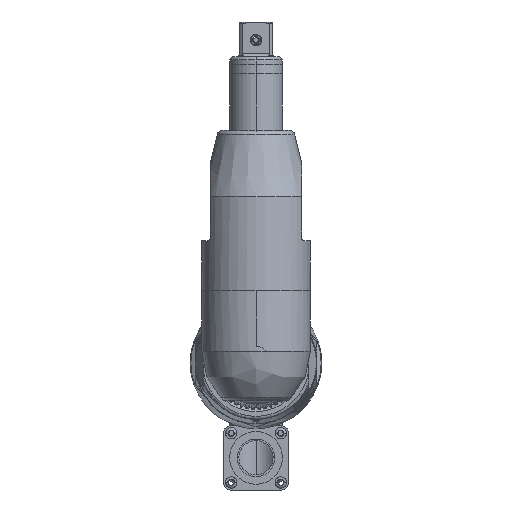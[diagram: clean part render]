
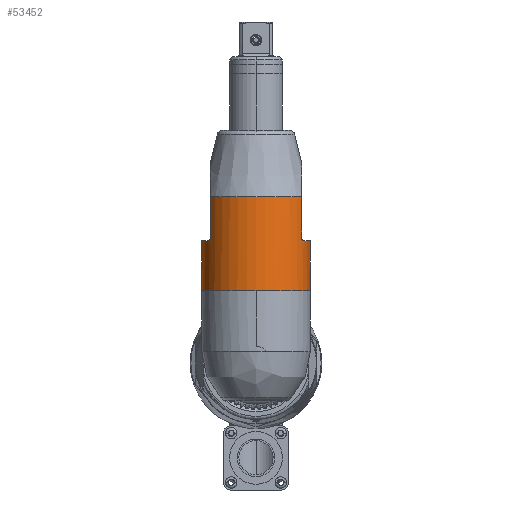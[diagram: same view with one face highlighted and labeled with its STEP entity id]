
A CAD part, left-side view. The second image highlights one B-rep face of the part: STEP entity #53452.
In plain terms, the highlighted cylindrical face has radius 26.162 mm (diameter 52.324 mm), a partial arc.
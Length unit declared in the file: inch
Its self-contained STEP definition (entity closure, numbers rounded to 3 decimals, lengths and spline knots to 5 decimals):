
#53112=DIRECTION('',(0.,0.,1.));
#53113=VECTOR('',#53112,0.801);
#53114=CARTESIAN_POINT('',(-16.68185,-0.8675,2.3505));
#53115=LINE('',#53114,#53113);
#53116=CARTESIAN_POINT('',(-16.68185,-0.8675,3.1515));
#53171=CARTESIAN_POINT('',(-16.68185,0.8775,3.1515));
#53173=DIRECTION('',(0.,0.,1.));
#53174=VECTOR('',#53173,0.801);
#53175=CARTESIAN_POINT('',(-16.68185,0.8775,2.3505));
#53176=LINE('',#53175,#53174);
#53185=DIRECTION('',(0.,0.,-1.));
#53186=VECTOR('',#53185,0.947);
#53187=CARTESIAN_POINT('',(-16.13445,-1.025,2.3205));
#53188=LINE('',#53187,#53186);
#53189=CARTESIAN_POINT('',(-16.13445,0.005,1.3735));
#53190=DIRECTION('',(0.,0.,-1.));
#53191=DIRECTION('',(0.,-1.,0.));
#53192=AXIS2_PLACEMENT_3D('',#53189,#53190,#53191);
#53194=DIRECTION('',(0.,0.,-1.));
#53195=VECTOR('',#53194,0.947);
#53196=CARTESIAN_POINT('',(-16.13445,1.035,2.3205));
#53197=LINE('',#53196,#53195);
#53198=CARTESIAN_POINT('',(-16.63083,0.9075,2.3205));
#53199=CARTESIAN_POINT('',(-16.63494,0.90524,2.3205));
#53200=CARTESIAN_POINT('',(-16.64273,0.90088,
2.321));
#53201=CARTESIAN_POINT('',(-16.65323,0.89484,
2.32306));
#53202=CARTESIAN_POINT('',(-16.6623,0.88948,
2.32626));
#53203=CARTESIAN_POINT('',(-16.66981,0.88495,
2.33038));
#53204=CARTESIAN_POINT('',(-16.67614,0.88106,
2.33578));
#53205=CARTESIAN_POINT('',(-16.68055,0.87831,
2.34234));
#53206=CARTESIAN_POINT('',(-16.68185,0.8775,2.34763));
#53207=CARTESIAN_POINT('',(-16.68185,0.8775,2.3505));
#53209=CARTESIAN_POINT('',(-16.13445,0.005,3.1515));
#53210=DIRECTION('',(0.,0.,-1.));
#53211=DIRECTION('',(-0.531,-0.847,0.));
#53212=AXIS2_PLACEMENT_3D('',#53209,#53210,#53211);
#53214=CARTESIAN_POINT('',(-16.68185,-0.8675,2.3505));
#53215=CARTESIAN_POINT('',(-16.68185,-0.8675,2.34763));
#53216=CARTESIAN_POINT('',(-16.68055,-0.86831,
2.34234));
#53217=CARTESIAN_POINT('',(-16.67614,-0.87106,
2.33578));
#53218=CARTESIAN_POINT('',(-16.66981,-0.87495,
2.33038));
#53219=CARTESIAN_POINT('',(-16.6623,-0.87948,
2.32626));
#53220=CARTESIAN_POINT('',(-16.65323,-0.88484,
2.32306));
#53221=CARTESIAN_POINT('',(-16.64273,-0.89088,
2.321));
#53222=CARTESIAN_POINT('',(-16.63494,-0.89524,2.3205));
#53223=CARTESIAN_POINT('',(-16.63083,-0.8975,2.3205));
#53230=CARTESIAN_POINT('',(-16.13445,0.005,2.3205));
#53231=DIRECTION('',(0.,0.,1.));
#53232=DIRECTION('',(-0.482,-0.876,0.));
#53233=AXIS2_PLACEMENT_3D('',#53230,#53231,#53232);
#53280=CARTESIAN_POINT('',(-16.13445,0.005,2.3205));
#53281=DIRECTION('',(0.,0.,1.));
#53282=DIRECTION('',(0.,1.,0.));
#53283=AXIS2_PLACEMENT_3D('',#53280,#53281,#53282);
#53293=CARTESIAN_POINT('',(-16.13445,-1.025,1.3735));
#53294=CARTESIAN_POINT('',(-16.13445,1.035,1.3735));
#53295=VERTEX_POINT('',#53293);
#53296=VERTEX_POINT('',#53294);
#53300=CARTESIAN_POINT('',(-16.13445,1.035,2.3205));
#53302=VERTEX_POINT('',#53300);
#53304=CARTESIAN_POINT('',(-16.63083,0.9075,2.3205));
#53305=VERTEX_POINT('',#53304);
#53306=CARTESIAN_POINT('',(-16.68185,0.8775,2.3505));
#53307=VERTEX_POINT('',#53306);
#53308=VERTEX_POINT('',#53171);
#53311=CARTESIAN_POINT('',(-16.13445,-1.025,2.3205));
#53313=VERTEX_POINT('',#53311);
#53316=VERTEX_POINT('',#53116);
#53317=CARTESIAN_POINT('',(-16.63083,-0.8975,2.3205));
#53318=VERTEX_POINT('',#53317);
#53319=VERTEX_POINT('',#53214);
#53428=CARTESIAN_POINT('',(-16.13445,0.005,0.74595));
#53429=DIRECTION('',(0.,0.,1.));
#53430=DIRECTION('',(0.,1.,0.));
#53431=AXIS2_PLACEMENT_3D('',#53428,#53429,#53430);
#53432=CYLINDRICAL_SURFACE('',#53431,1.03);
#53434=ORIENTED_EDGE('',*,*,#53433,.T.);
#53436=ORIENTED_EDGE('',*,*,#53435,.T.);
#53438=ORIENTED_EDGE('',*,*,#53437,.T.);
#53440=ORIENTED_EDGE('',*,*,#53439,.F.);
#53442=ORIENTED_EDGE('',*,*,#53441,.T.);
#53444=ORIENTED_EDGE('',*,*,#53443,.T.);
#53445=ORIENTED_EDGE('',*,*,#53419,.T.);
#53446=ORIENTED_EDGE('',*,*,#53361,.F.);
#53447=ORIENTED_EDGE('',*,*,#53384,.F.);
#53449=ORIENTED_EDGE('',*,*,#53448,.T.);
#53450=EDGE_LOOP('',(#53434,#53436,#53438,#53440,#53442,#53444,#53445,#53446,
#53447,#53449));
#53451=FACE_OUTER_BOUND('',#53450,.F.);
#53452=ADVANCED_FACE('',(#53451),#53432,.T.);
#53193=CIRCLE('',#53192,1.03);
#53208=B_SPLINE_CURVE_WITH_KNOTS('',3,(#53198,#53199,#53200,#53201,#53202,
#53203,#53204,#53205,#53206,#53207),.UNSPECIFIED.,.F.,.F.,(4,1,1,1,1,1,1,4),(
0.,0.14286,0.28571,0.42857,0.57143,
0.71429,0.85714,1.),.UNSPECIFIED.);
#53213=CIRCLE('',#53212,1.03);
#53224=B_SPLINE_CURVE_WITH_KNOTS('',3,(#53214,#53215,#53216,#53217,#53218,
#53219,#53220,#53221,#53222,#53223),.UNSPECIFIED.,.F.,.F.,(4,1,1,1,1,1,1,4),(
0.,0.14286,0.28571,0.42857,0.57143,
0.71429,0.85714,1.),.UNSPECIFIED.);
#53234=CIRCLE('',#53233,1.03);
#53284=CIRCLE('',#53283,1.03);
#53361=EDGE_CURVE('',#53316,#53308,#53213,.T.);
#53384=EDGE_CURVE('',#53319,#53316,#53115,.T.);
#53419=EDGE_CURVE('',#53307,#53308,#53176,.T.);
#53433=EDGE_CURVE('',#53318,#53313,#53234,.T.);
#53435=EDGE_CURVE('',#53313,#53295,#53188,.T.);
#53437=EDGE_CURVE('',#53295,#53296,#53193,.T.);
#53439=EDGE_CURVE('',#53302,#53296,#53197,.T.);
#53441=EDGE_CURVE('',#53302,#53305,#53284,.T.);
#53443=EDGE_CURVE('',#53305,#53307,#53208,.T.);
#53448=EDGE_CURVE('',#53319,#53318,#53224,.T.);
